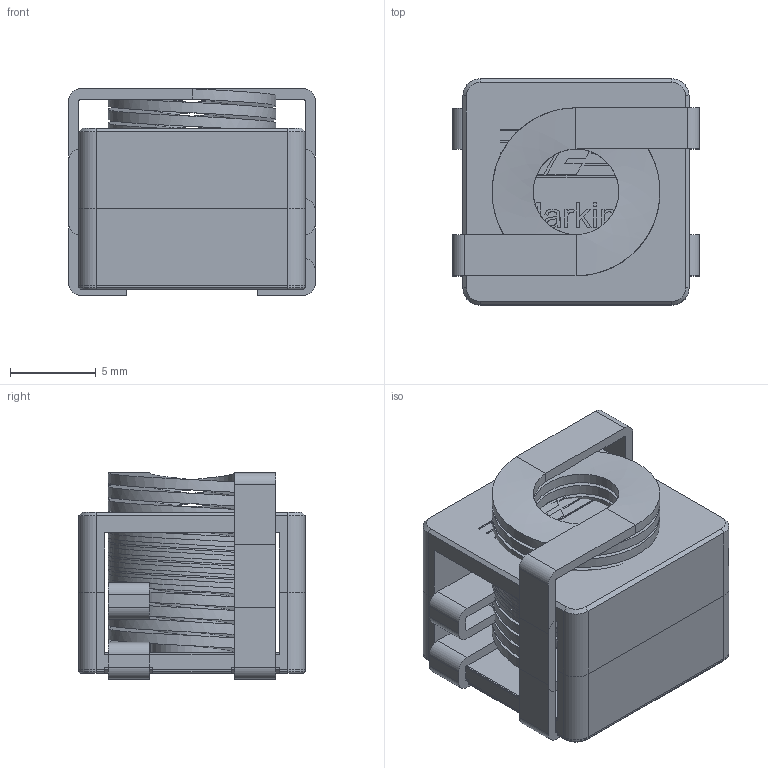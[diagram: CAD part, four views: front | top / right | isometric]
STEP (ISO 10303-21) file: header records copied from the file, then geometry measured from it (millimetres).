
FILE_DESCRIPTION( ( 'Unknown' ), '1' );
FILE_NAME( '7448554xxxx.stp', 'Unknown', ( 'WJelisarow' ), ( 'Würth Elektronik eiSos' ), 'PSStep 14.0', 'Unknown', ' ' );
FILE_SCHEMA( ( 'AUTOMOTIVE_DESIGN { 1 0 10303 214 1 1 1 1 }' ) );
Length unit declared in the file: millimetre
Products named in the file (4): Assem1; bottom; top; turns
Bounding box: 14.4 x 13.2 x 12.05 mm (x, y, z)
Volume: 2306.9 mm3; surface area: 5561.9 mm2
Topology: 6 solids, 6 shells, 606 faces, 1592 edges, 1040 vertices
Faces by surface type: plane 432, cylinder 88, extrusion 62, torus 8, cone 8, bspline 8
Full cylindrical faces by diameter (mm): 4.8 x4
Entity records: 13379 total; most frequent: CARTESIAN_POINT 3858, ORIENTED_EDGE 1576, DIRECTION 1221, EDGE_CURVE 788, VERTEX_POINT 520, VECTOR 493, LINE 462, AXIS2_PLACEMENT_3D 364
